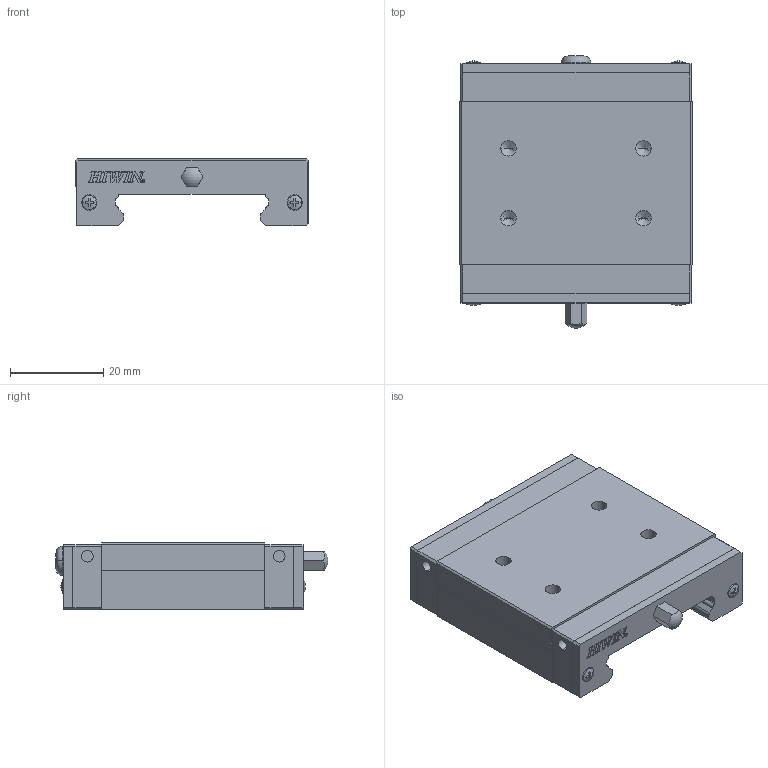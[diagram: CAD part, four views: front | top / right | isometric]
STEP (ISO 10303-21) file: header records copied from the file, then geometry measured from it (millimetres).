
FILE_DESCRIPTION(('no description'),'unknown implementation level');
FILE_NAME('WEH17CA_Z0_H_SS_FILE_1.stp',' ',('HIWIN GmbH'),('CADClick - KiM GmbH - www.kimweb.de'),'unknown preprocess','ACIS','unknown authorization');
FILE_SCHEMA(('automotive_design'));
Length unit declared in the file: millimetre
Products named in the file (1): WEH17CA Z0 H SS_FILE
Bounding box: 50 x 58.43 x 14.5 mm (x, y, z)
Volume: 25554.3 mm3; surface area: 9063.6 mm2
Topology: 1 solids, 5 shells, 541 faces, 1472 edges, 970 vertices
Faces by surface type: plane 380, cylinder 130, cone 28, torus 2, sphere 1
Entity records: 33367 total; most frequent: CARTESIAN_POINT 3088, STYLED_ITEM 2976, PRESENTATION_STYLE_ASSIGNMENT 2976, COLOUR_RGB 2976, ORIENTED_EDGE 2928, DIRECTION 2774, EDGE_CURVE 1464, CURVE_STYLE 1464
